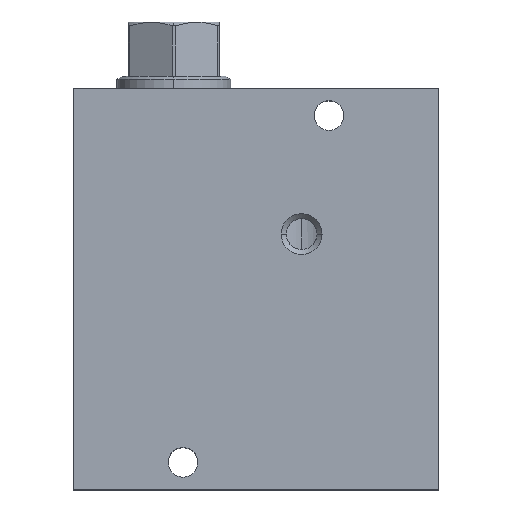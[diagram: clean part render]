
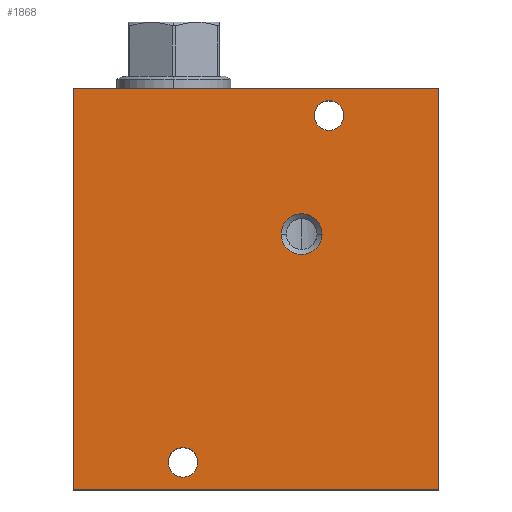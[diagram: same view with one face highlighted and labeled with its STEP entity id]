
A CAD part, top view. The second image highlights one B-rep face of the part: STEP entity #1868.
In plain terms, the highlighted planar face has unit normal (0, 0, 1).
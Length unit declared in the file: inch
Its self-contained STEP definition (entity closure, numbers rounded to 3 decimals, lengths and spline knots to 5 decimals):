
#103=DIRECTION('',(0.,-1.,0.));
#104=VECTOR('',#103,5.5);
#105=CARTESIAN_POINT('',(0.,0.,2.5));
#106=LINE('',#105,#104);
#107=DIRECTION('',(-1.,0.,0.));
#108=VECTOR('',#107,5.);
#109=CARTESIAN_POINT('',(5.,0.,2.5));
#110=LINE('',#109,#108);
#111=DIRECTION('',(0.,1.,0.));
#112=VECTOR('',#111,5.5);
#113=CARTESIAN_POINT('',(5.,-5.5,2.5));
#114=LINE('',#113,#112);
#115=DIRECTION('',(1.,0.,0.));
#116=VECTOR('',#115,5.);
#117=CARTESIAN_POINT('',(0.,-5.5,2.5));
#118=LINE('',#117,#116);
#119=CARTESIAN_POINT('',(1.5,-5.125,2.5));
#120=DIRECTION('',(0.,0.,1.));
#121=DIRECTION('',(0.,1.,0.));
#122=AXIS2_PLACEMENT_3D('',#119,#120,#121);
#124=CARTESIAN_POINT('',(1.5,-5.125,2.5));
#125=DIRECTION('',(0.,0.,1.));
#126=DIRECTION('',(0.,-1.,0.));
#127=AXIS2_PLACEMENT_3D('',#124,#125,#126);
#129=CARTESIAN_POINT('',(3.5,-0.375,2.5));
#130=DIRECTION('',(0.,0.,1.));
#131=DIRECTION('',(0.,1.,0.));
#132=AXIS2_PLACEMENT_3D('',#129,#130,#131);
#134=CARTESIAN_POINT('',(3.5,-0.375,2.5));
#135=DIRECTION('',(0.,0.,1.));
#136=DIRECTION('',(0.,-1.,0.));
#137=AXIS2_PLACEMENT_3D('',#134,#135,#136);
#139=CARTESIAN_POINT('',(3.125,-2.,2.5));
#140=DIRECTION('',(0.,0.,-1.));
#141=DIRECTION('',(-1.,0.,0.));
#142=AXIS2_PLACEMENT_3D('',#139,#140,#141);
#144=CARTESIAN_POINT('',(3.125,-2.,2.5));
#145=DIRECTION('',(0.,0.,-1.));
#146=DIRECTION('',(1.,0.,0.));
#147=AXIS2_PLACEMENT_3D('',#144,#145,#146);
#1517=CARTESIAN_POINT('',(0.,0.,2.5));
#1518=CARTESIAN_POINT('',(0.,-5.5,2.5));
#1519=VERTEX_POINT('',#1517);
#1520=VERTEX_POINT('',#1518);
#1521=CARTESIAN_POINT('',(5.,-5.5,2.5));
#1522=VERTEX_POINT('',#1521);
#1523=CARTESIAN_POINT('',(5.,0.,2.5));
#1524=VERTEX_POINT('',#1523);
#1529=CARTESIAN_POINT('',(1.5,-4.922,2.5));
#1530=CARTESIAN_POINT('',(1.5,-5.328,2.5));
#1531=VERTEX_POINT('',#1529);
#1532=VERTEX_POINT('',#1530);
#1537=CARTESIAN_POINT('',(3.5,-0.172,2.5));
#1538=CARTESIAN_POINT('',(3.5,-0.578,2.5));
#1539=VERTEX_POINT('',#1537);
#1540=VERTEX_POINT('',#1538);
#1681=CARTESIAN_POINT('',(2.845,-2.,2.5));
#1682=CARTESIAN_POINT('',(3.405,-2.,2.5));
#1683=VERTEX_POINT('',#1681);
#1684=VERTEX_POINT('',#1682);
#1839=CARTESIAN_POINT('',(0.,0.,2.5));
#1840=DIRECTION('',(0.,0.,1.));
#1841=DIRECTION('',(1.,0.,0.));
#1842=AXIS2_PLACEMENT_3D('',#1839,#1840,#1841);
#1843=PLANE('',#1842);
#1844=ORIENTED_EDGE('',*,*,#1761,.F.);
#1845=ORIENTED_EDGE('',*,*,#1782,.F.);
#1846=ORIENTED_EDGE('',*,*,#1802,.F.);
#1847=ORIENTED_EDGE('',*,*,#1827,.F.);
#1848=EDGE_LOOP('',(#1844,#1845,#1846,#1847));
#1849=FACE_OUTER_BOUND('',#1848,.F.);
#1851=ORIENTED_EDGE('',*,*,#1850,.T.);
#1853=ORIENTED_EDGE('',*,*,#1852,.T.);
#1854=EDGE_LOOP('',(#1851,#1853));
#1855=FACE_BOUND('',#1854,.F.);
#1857=ORIENTED_EDGE('',*,*,#1856,.T.);
#1859=ORIENTED_EDGE('',*,*,#1858,.T.);
#1860=EDGE_LOOP('',(#1857,#1859));
#1861=FACE_BOUND('',#1860,.F.);
#1863=ORIENTED_EDGE('',*,*,#1862,.F.);
#1865=ORIENTED_EDGE('',*,*,#1864,.F.);
#1866=EDGE_LOOP('',(#1863,#1865));
#1867=FACE_BOUND('',#1866,.F.);
#1868=ADVANCED_FACE('',(#1849,#1855,#1861,#1867),#1843,.T.);
#123=CIRCLE('',#122,0.203);
#128=CIRCLE('',#127,0.203);
#133=CIRCLE('',#132,0.203);
#138=CIRCLE('',#137,0.203);
#143=CIRCLE('',#142,0.28);
#148=CIRCLE('',#147,0.28);
#1761=EDGE_CURVE('',#1519,#1520,#106,.T.);
#1782=EDGE_CURVE('',#1524,#1519,#110,.T.);
#1802=EDGE_CURVE('',#1522,#1524,#114,.T.);
#1827=EDGE_CURVE('',#1520,#1522,#118,.T.);
#1850=EDGE_CURVE('',#1531,#1532,#123,.T.);
#1852=EDGE_CURVE('',#1532,#1531,#128,.T.);
#1856=EDGE_CURVE('',#1539,#1540,#133,.T.);
#1858=EDGE_CURVE('',#1540,#1539,#138,.T.);
#1862=EDGE_CURVE('',#1683,#1684,#143,.T.);
#1864=EDGE_CURVE('',#1684,#1683,#148,.T.);
